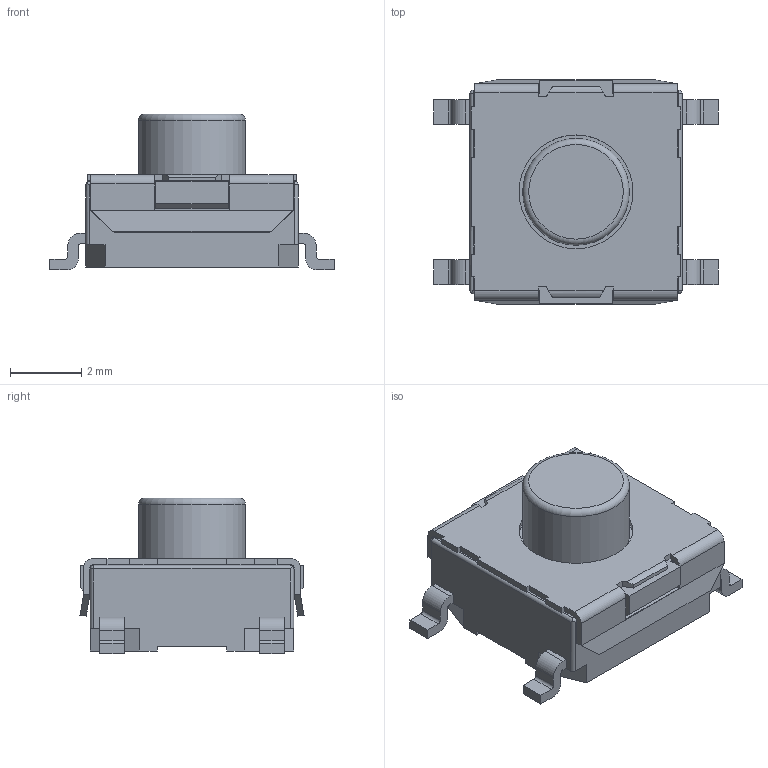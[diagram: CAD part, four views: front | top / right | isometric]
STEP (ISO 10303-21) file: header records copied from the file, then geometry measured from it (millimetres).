
FILE_DESCRIPTION(/* description */ ('Unknown'),/* implementation_level */ '2;1');
FILE_NAME(/* name */ 'B3FS-1012P',/* time_stamp */ '2024-01-08T18:53:10+02:00',/* author */ ('Unknown'),/* organization */ ('Unknown'),/* preprocessor_version */ 'ST-DEVELOPER v18.102',/* originating_system */ 'Solid Edge',/* authorisation */ 'Unknown');
FILE_SCHEMA (('AUTOMOTIVE_DESIGN {1 0 10303 214 3 1 1}'));
Length unit declared in the file: millimetre
Products named in the file (1): B3FS-1012P
Bounding box: 8 x 6.3 x 4.38 mm (x, y, z)
Volume: 101.8 mm3; surface area: 241 mm2
Topology: 2 solids, 2 shells, 165 faces, 471 edges, 308 vertices
Faces by surface type: plane 123, cylinder 38, sphere 3, torus 1
Full cylindrical faces by diameter (mm): 3 x1, 3.2 x1
Entity records: 6460 total; most frequent: CARTESIAN_POINT 935, ORIENTED_EDGE 926, DIRECTION 872, EDGE_CURVE 463, LINE 386, VECTOR 386, VERTEX_POINT 306, AXIS2_PLACEMENT_3D 243
